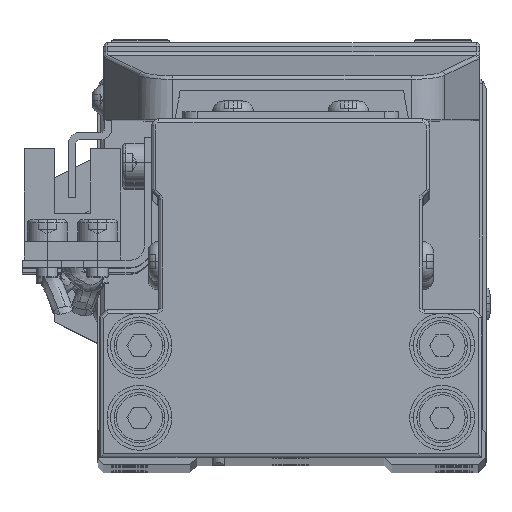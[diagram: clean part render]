
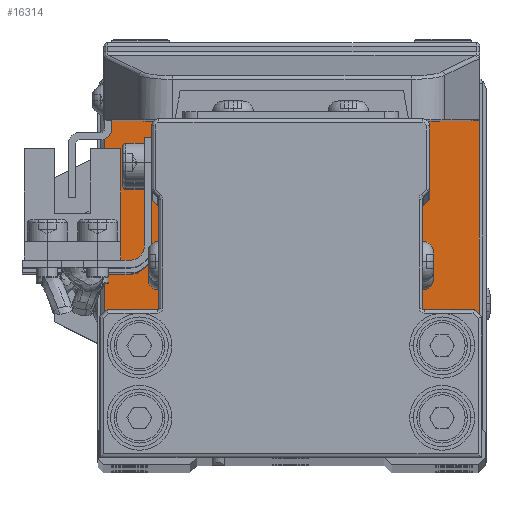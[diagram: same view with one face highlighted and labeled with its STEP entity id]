
A CAD part, top view. The second image highlights one B-rep face of the part: STEP entity #16314.
In plain terms, the highlighted planar face has unit normal (0, 0, 1).
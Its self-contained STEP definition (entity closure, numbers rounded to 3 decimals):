
#1941 = LINE ( 'NONE', #8660, #61432 ) ;
#7759 = CARTESIAN_POINT ( 'NONE',  ( 58.568, 6.923, -320. ) ) ;
#7925 = AXIS2_PLACEMENT_3D ( 'NONE', #60599, #20731, #67299 ) ;
#7938 = DIRECTION ( 'NONE',  ( 0., -1., 0. ) ) ;
#8250 = CARTESIAN_POINT ( 'NONE',  ( 58.568, 59.423, -320. ) ) ;
#8660 = CARTESIAN_POINT ( 'NONE',  ( 7.568, 59.423, -320. ) ) ;
#11960 = VECTOR ( 'NONE', #32923, 1000. ) ;
#12171 = ORIENTED_EDGE ( 'NONE', *, *, #14725, .T. ) ;
#14449 = DIRECTION ( 'NONE',  ( 1., 0., 0. ) ) ;
#14596 = VERTEX_POINT ( 'NONE', #8250 ) ;
#14725 = EDGE_CURVE ( 'NONE', #71520, #25815, #43542, .T. ) ;
#15792 = PLANE ( 'NONE',  #56458 ) ;
#16314 = ADVANCED_FACE ( 'NONE', ( #43454 ), #15792, .T. ) ;
#16843 = EDGE_CURVE ( 'NONE', #36319, #68748, #69368, .T. ) ;
#16907 = EDGE_CURVE ( 'NONE', #66863, #14596, #66198, .T. ) ;
#17308 = LINE ( 'NONE', #74432, #70519 ) ;
#17552 = CARTESIAN_POINT ( 'NONE',  ( 7.568, 58.923, -320. ) ) ;
#19568 = CARTESIAN_POINT ( 'NONE',  ( 58.568, 6.423, -320. ) ) ;
#20731 = DIRECTION ( 'NONE',  ( 0., 0., 1. ) ) ;
#24263 = DIRECTION ( 'NONE',  ( 1., 0., 0. ) ) ;
#25230 = VECTOR ( 'NONE', #27610, 1000. ) ;
#25815 = VERTEX_POINT ( 'NONE', #63824 ) ;
#27610 = DIRECTION ( 'NONE',  ( 0., 1., 0. ) ) ;
#27867 = EDGE_CURVE ( 'NONE', #14596, #71520, #1941, .T. ) ;
#30379 = CARTESIAN_POINT ( 'NONE',  ( 7.568, 6.923, -320. ) ) ;
#32923 = DIRECTION ( 'NONE',  ( 1., 0., 0. ) ) ;
#33590 = ORIENTED_EDGE ( 'NONE', *, *, #27867, .T. ) ;
#35362 = CIRCLE ( 'NONE', #79560, 0.5 ) ;
#36238 = DIRECTION ( 'NONE',  ( 0., 0., 1. ) ) ;
#36319 = VERTEX_POINT ( 'NONE', #72082 ) ;
#36637 = CARTESIAN_POINT ( 'NONE',  ( 7.068, 6.923, -320. ) ) ;
#37038 = DIRECTION ( 'NONE',  ( 1., 0., 0. ) ) ;
#37328 = AXIS2_PLACEMENT_3D ( 'NONE', #17552, #64187, #24263 ) ;
#40629 = CARTESIAN_POINT ( 'NONE',  ( 59.068, 58.923, -320. ) ) ;
#40880 = ORIENTED_EDGE ( 'NONE', *, *, #75906, .T. ) ;
#42227 = AXIS2_PLACEMENT_3D ( 'NONE', #30379, #77006, #37038 ) ;
#43454 = FACE_OUTER_BOUND ( 'NONE', #50714, .T. ) ;
#43501 = CARTESIAN_POINT ( 'NONE',  ( 58.568, 6.423, -320. ) ) ;
#43542 = CIRCLE ( 'NONE', #37328, 0.5 ) ;
#45201 = CARTESIAN_POINT ( 'NONE',  ( 7.568, 59.423, -320. ) ) ;
#46146 = CIRCLE ( 'NONE', #42227, 0.5 ) ;
#46717 = VERTEX_POINT ( 'NONE', #36637 ) ;
#47116 = ORIENTED_EDGE ( 'NONE', *, *, #16843, .T. ) ;
#48782 = EDGE_CURVE ( 'NONE', #68748, #71450, #35362, .T. ) ;
#50714 = EDGE_LOOP ( 'NONE', ( #12171, #68746, #56868, #47116, #69025, #40880, #73887, #33590 ) ) ;
#51034 = CARTESIAN_POINT ( 'NONE',  ( 59.068, 6.923, -320. ) ) ;
#51494 = EDGE_CURVE ( 'NONE', #25815, #46717, #17308, .T. ) ;
#54438 = DIRECTION ( 'NONE',  ( 0., 0., 1. ) ) ;
#55308 = DIRECTION ( 'NONE',  ( -1., 0., 0. ) ) ;
#56458 = AXIS2_PLACEMENT_3D ( 'NONE', #76182, #36238, #82877 ) ;
#56868 = ORIENTED_EDGE ( 'NONE', *, *, #79169, .T. ) ;
#60599 = CARTESIAN_POINT ( 'NONE',  ( 58.568, 58.923, -320. ) ) ;
#61432 = VECTOR ( 'NONE', #55308, 1000. ) ;
#62743 = LINE ( 'NONE', #40629, #25230 ) ;
#63824 = CARTESIAN_POINT ( 'NONE',  ( 7.068, 58.923, -320. ) ) ;
#64187 = DIRECTION ( 'NONE',  ( 0., 0., 1. ) ) ;
#66198 = CIRCLE ( 'NONE', #7925, 0.5 ) ;
#66863 = VERTEX_POINT ( 'NONE', #69252 ) ;
#67299 = DIRECTION ( 'NONE',  ( 1., 0., 0. ) ) ;
#68746 = ORIENTED_EDGE ( 'NONE', *, *, #51494, .T. ) ;
#68748 = VERTEX_POINT ( 'NONE', #43501 ) ;
#69025 = ORIENTED_EDGE ( 'NONE', *, *, #48782, .T. ) ;
#69252 = CARTESIAN_POINT ( 'NONE',  ( 59.068, 58.923, -320. ) ) ;
#69368 = LINE ( 'NONE', #19568, #11960 ) ;
#70519 = VECTOR ( 'NONE', #7938, 1000. ) ;
#71450 = VERTEX_POINT ( 'NONE', #51034 ) ;
#71520 = VERTEX_POINT ( 'NONE', #45201 ) ;
#72082 = CARTESIAN_POINT ( 'NONE',  ( 7.568, 6.423, -320. ) ) ;
#73887 = ORIENTED_EDGE ( 'NONE', *, *, #16907, .T. ) ;
#74432 = CARTESIAN_POINT ( 'NONE',  ( 7.068, 6.923, -320. ) ) ;
#75906 = EDGE_CURVE ( 'NONE', #71450, #66863, #62743, .T. ) ;
#76182 = CARTESIAN_POINT ( 'NONE',  ( 0., 0., -320. ) ) ;
#77006 = DIRECTION ( 'NONE',  ( 0., 0., 1. ) ) ;
#79169 = EDGE_CURVE ( 'NONE', #46717, #36319, #46146, .T. ) ;
#79560 = AXIS2_PLACEMENT_3D ( 'NONE', #7759, #54438, #14449 ) ;
#82877 = DIRECTION ( 'NONE',  ( 1., 0., 0. ) ) ;
